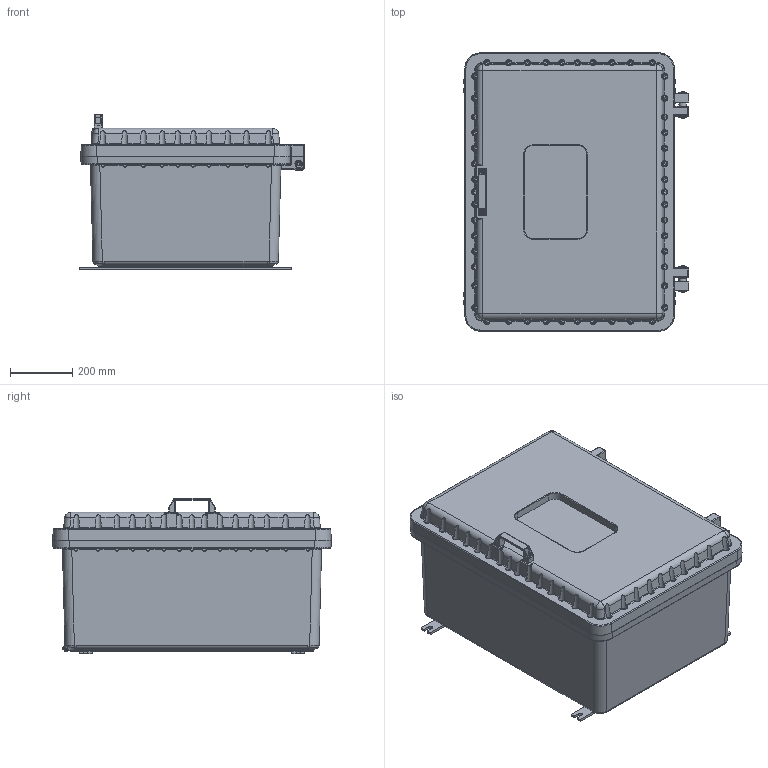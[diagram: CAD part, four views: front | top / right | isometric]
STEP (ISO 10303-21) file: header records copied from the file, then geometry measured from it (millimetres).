
FILE_DESCRIPTION((''),'2;1');
FILE_NAME('ЩОРВ896745-О2030.1.stp','2019-05-17T12:22:24',('L.A.Ronzhin'),(''),'Autodesk Inventor 2012','Autodesk Inventor 2012','');
FILE_SCHEMA(('CONFIG_CONTROL_DESIGN'));
Length unit declared in the file: millimetre
Products named in the file (1): ЩОРВ896745-О2030
Bounding box: 720.57 x 891 x 498 mm (x, y, z)
Volume: 222117603.6 mm3; surface area: 2695143.3 mm2
Topology: 2 solids, 2 shells, 2131 faces, 5641 edges, 3532 vertices
Faces by surface type: plane 910, cylinder 699, bspline 271, cone 161, torus 80, sphere 10
Full cylindrical faces by diameter (mm): 7.9 x1, 8.8 x4, 10.106 x48, 11 x10, 13 x8, 13.5 x2, 18 x50, 20 x50, 24 x6, 30 x4
Entity records: 101511 total; most frequent: CARTESIAN_POINT 52389, ORIENTED_EDGE 9934, DIRECTION 9138, EDGE_CURVE 4967, AXIS2_PLACEMENT_3D 3437, VERTEX_POINT 3265, EDGE_LOOP 2590, VECTOR 2264
